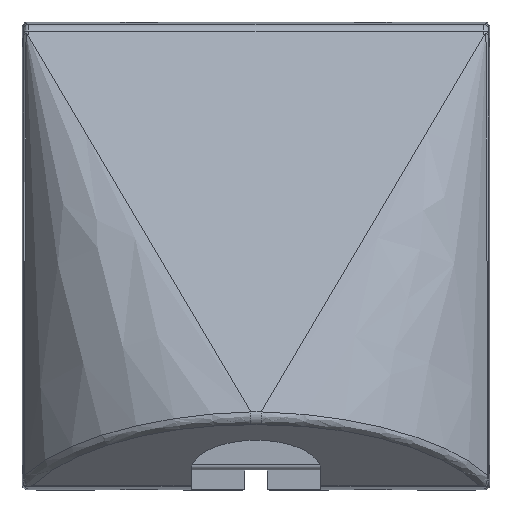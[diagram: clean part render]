
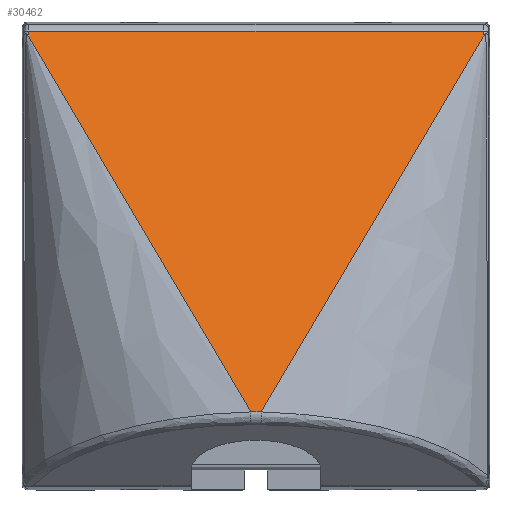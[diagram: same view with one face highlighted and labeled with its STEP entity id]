
A CAD part, top view. The second image highlights one B-rep face of the part: STEP entity #30462.
In plain terms, the highlighted face is planar.
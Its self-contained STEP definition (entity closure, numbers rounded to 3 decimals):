
#30417=AXIS2_PLACEMENT_3D('Plane Axis2P3D',#30414,#30415,#30416) ;
#24247=CARTESIAN_POINT('Vertex',(15.046,-0.506,19.697)) ;
#24309=CARTESIAN_POINT('Vertex',(15.046,0.506,19.697)) ;
#24312=CARTESIAN_POINT('Line Origine',(15.046,0.,19.697)) ;
#30361=CARTESIAN_POINT('Vertex',(-21.161,-21.888,6.867)) ;
#30391=CARTESIAN_POINT('Control Point',(-11.908,-16.424,10.146)) ;
#30392=CARTESIAN_POINT('Control Point',(-6.517,-13.239,12.054)) ;
#30393=CARTESIAN_POINT('Control Point',(-1.127,-10.058,13.969)) ;
#30394=CARTESIAN_POINT('Control Point',(4.264,-6.872,15.875)) ;
#30395=CARTESIAN_POINT('Control Point',(9.655,-3.689,17.786)) ;
#30396=CARTESIAN_POINT('Control Point',(15.046,-0.506,19.697)) ;
#30397=CARTESIAN_POINT('Vertex',(-11.908,-16.424,10.146)) ;
#30401=CARTESIAN_POINT('Control Point',(-21.161,-21.888,6.867)) ;
#30402=CARTESIAN_POINT('Control Point',(-18.077,-20.067,7.96)) ;
#30403=CARTESIAN_POINT('Control Point',(-14.993,-18.246,9.054)) ;
#30404=CARTESIAN_POINT('Control Point',(-11.908,-16.424,10.146)) ;
#30414=CARTESIAN_POINT('Axis2P3D Location',(-9.497,0.,11.)) ;
#30419=CARTESIAN_POINT('Line Origine',(-21.391,21.89,6.786)) ;
#30423=CARTESIAN_POINT('Vertex',(-21.62,21.891,6.705)) ;
#30425=CARTESIAN_POINT('Vertex',(-21.161,21.888,6.867)) ;
#30428=CARTESIAN_POINT('Line Origine',(-21.62,0.,6.705)) ;
#30432=CARTESIAN_POINT('Vertex',(-21.62,-21.891,6.705)) ;
#30435=CARTESIAN_POINT('Line Origine',(-21.391,-21.89,6.786)) ;
#30440=CARTESIAN_POINT('Line Origine',(1.569,8.465,14.921)) ;
#30444=CARTESIAN_POINT('Vertex',(-11.908,16.424,10.146)) ;
#30447=CARTESIAN_POINT('Line Origine',(-16.535,19.156,8.506)) ;
#24313=DIRECTION('Vector Direction',(0.,1.,0.)) ;
#30415=DIRECTION('Axis2P3D Direction',(0.334,0.,-0.943)) ;
#30416=DIRECTION('Axis2P3D XDirection',(0.943,0.,0.334)) ;
#30420=DIRECTION('Vector Direction',(0.943,-0.006,0.334)) ;
#30429=DIRECTION('Vector Direction',(0.,-1.,0.)) ;
#30436=DIRECTION('Vector Direction',(0.943,0.006,0.334)) ;
#30441=DIRECTION('Vector Direction',(0.824,-0.486,0.292)) ;
#30448=DIRECTION('Vector Direction',(0.824,-0.486,0.292)) ;
#24314=VECTOR('Line Direction',#24313,1.) ;
#30421=VECTOR('Line Direction',#30420,1.) ;
#30430=VECTOR('Line Direction',#30429,1.) ;
#30437=VECTOR('Line Direction',#30436,1.) ;
#30442=VECTOR('Line Direction',#30441,1.) ;
#30449=VECTOR('Line Direction',#30448,1.) ;
#30453=ORIENTED_EDGE('',*,*,#30427,.F.) ;
#30454=ORIENTED_EDGE('',*,*,#30434,.T.) ;
#30455=ORIENTED_EDGE('',*,*,#30439,.T.) ;
#30456=ORIENTED_EDGE('',*,*,#30405,.T.) ;
#30457=ORIENTED_EDGE('',*,*,#30399,.T.) ;
#30458=ORIENTED_EDGE('',*,*,#24316,.F.) ;
#30459=ORIENTED_EDGE('',*,*,#30446,.F.) ;
#30460=ORIENTED_EDGE('',*,*,#30451,.F.) ;
#30462=ADVANCED_FACE('Enjoliveur',(#30461),#30418,.F.) ;
#30390=B_SPLINE_CURVE_WITH_KNOTS('',5,(#30391,#30392,#30393,#30394,#30395,#30396),.UNSPECIFIED.,.F.,.U.,(6,6),(-10.637,22.091),.UNSPECIFIED.) ;
#30400=B_SPLINE_CURVE_WITH_KNOTS('',3,(#30401,#30402,#30403,#30404),.UNSPECIFIED.,.F.,.U.,(4,4),(-21.873,-10.637),.UNSPECIFIED.) ;
#24316=EDGE_CURVE('',#24310,#24248,#24315,.F.) ;
#30399=EDGE_CURVE('',#30398,#24248,#30390,.T.) ;
#30405=EDGE_CURVE('',#30362,#30398,#30400,.T.) ;
#30427=EDGE_CURVE('',#30424,#30426,#30422,.T.) ;
#30434=EDGE_CURVE('',#30424,#30433,#30431,.T.) ;
#30439=EDGE_CURVE('',#30433,#30362,#30438,.T.) ;
#30446=EDGE_CURVE('',#30445,#24310,#30443,.T.) ;
#30451=EDGE_CURVE('',#30426,#30445,#30450,.T.) ;
#30452=EDGE_LOOP('',(#30453,#30454,#30455,#30456,#30457,#30458,#30459,#30460)) ;
#30461=FACE_OUTER_BOUND('',#30452,.T.) ;
#24315=LINE('Line',#24312,#24314) ;
#30422=LINE('Line',#30419,#30421) ;
#30431=LINE('Line',#30428,#30430) ;
#30438=LINE('Line',#30435,#30437) ;
#30443=LINE('Line',#30440,#30442) ;
#30450=LINE('Line',#30447,#30449) ;
#30418=PLANE('',#30417) ;
#24248=VERTEX_POINT('',#24247) ;
#24310=VERTEX_POINT('',#24309) ;
#30362=VERTEX_POINT('',#30361) ;
#30398=VERTEX_POINT('',#30397) ;
#30424=VERTEX_POINT('',#30423) ;
#30426=VERTEX_POINT('',#30425) ;
#30433=VERTEX_POINT('',#30432) ;
#30445=VERTEX_POINT('',#30444) ;
